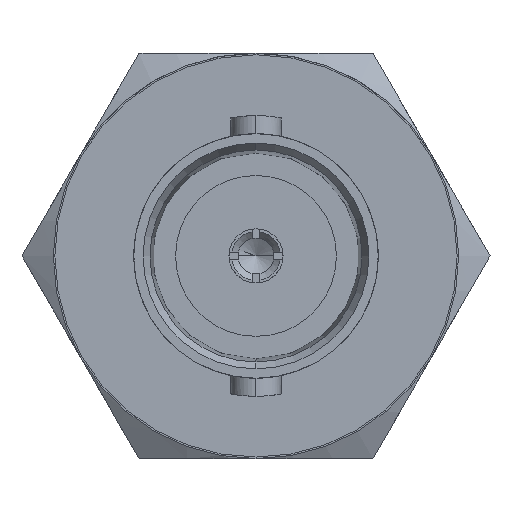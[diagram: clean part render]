
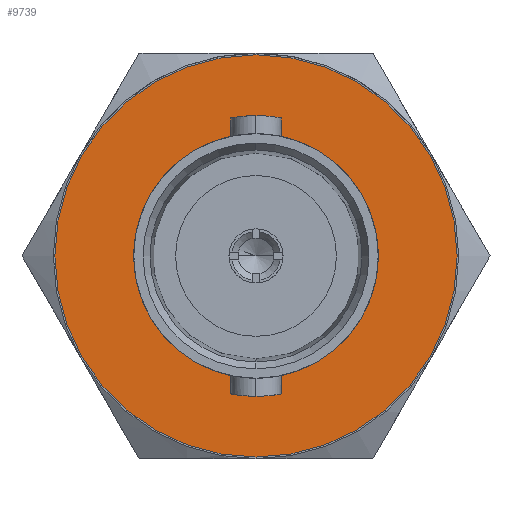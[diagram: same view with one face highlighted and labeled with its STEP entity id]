
A CAD part, left-side view. The second image highlights one B-rep face of the part: STEP entity #9739.
In plain terms, the highlighted planar face has unit normal (-1, 0, 0).
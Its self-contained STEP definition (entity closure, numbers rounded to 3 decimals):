
#1204=CARTESIAN_POINT('',(7.368,0.,0.));
#1205=DIRECTION('',(1.,0.,0.));
#1206=DIRECTION('',(0.,1.,0.));
#1207=AXIS2_PLACEMENT_3D('',#1204,#1205,#1206);
#1218=CARTESIAN_POINT('',(7.368,0.,0.));
#1219=DIRECTION('',(1.,0.,0.));
#1220=DIRECTION('',(0.,-1.,0.));
#1221=AXIS2_PLACEMENT_3D('',#1218,#1219,#1220);
#1253=CARTESIAN_POINT('',(7.368,0.,0.));
#1254=DIRECTION('',(1.,0.,0.));
#1255=DIRECTION('',(0.,0.,1.));
#1256=AXIS2_PLACEMENT_3D('',#1253,#1254,#1255);
#1292=CARTESIAN_POINT('',(7.368,0.,0.));
#1293=DIRECTION('',(1.,0.,0.));
#1294=DIRECTION('',(0.,0.,-1.));
#1295=AXIS2_PLACEMENT_3D('',#1292,#1293,#1294);
#7671=CARTESIAN_POINT('',(7.368,7.94,0.));
#7672=CARTESIAN_POINT('',(7.368,-7.94,0.));
#7673=VERTEX_POINT('',#7671);
#7674=VERTEX_POINT('',#7672);
#7791=CARTESIAN_POINT('',(7.368,0.,4.826));
#7792=CARTESIAN_POINT('',(7.368,0.,-4.826));
#7793=VERTEX_POINT('',#7791);
#7794=VERTEX_POINT('',#7792);
#9724=CARTESIAN_POINT('',(7.368,0.,0.));
#9725=DIRECTION('',(-1.,0.,0.));
#9726=DIRECTION('',(0.,1.,0.));
#9727=AXIS2_PLACEMENT_3D('',#9724,#9725,#9726);
#9728=PLANE('',#9727);
#9729=ORIENTED_EDGE('',*,*,#9704,.T.);
#9730=ORIENTED_EDGE('',*,*,#9718,.T.);
#9731=EDGE_LOOP('',(#9729,#9730));
#9732=FACE_OUTER_BOUND('',#9731,.F.);
#9734=ORIENTED_EDGE('',*,*,#9733,.F.);
#9736=ORIENTED_EDGE('',*,*,#9735,.F.);
#9737=EDGE_LOOP('',(#9734,#9736));
#9738=FACE_BOUND('',#9737,.F.);
#9739=ADVANCED_FACE('',(#9732,#9738),#9728,.T.);
#1208=CIRCLE('',#1207,7.94);
#1222=CIRCLE('',#1221,7.94);
#1257=CIRCLE('',#1256,4.826);
#1296=CIRCLE('',#1295,4.826);
#9704=EDGE_CURVE('',#7673,#7674,#1208,.T.);
#9718=EDGE_CURVE('',#7674,#7673,#1222,.T.);
#9733=EDGE_CURVE('',#7793,#7794,#1257,.T.);
#9735=EDGE_CURVE('',#7794,#7793,#1296,.T.);
